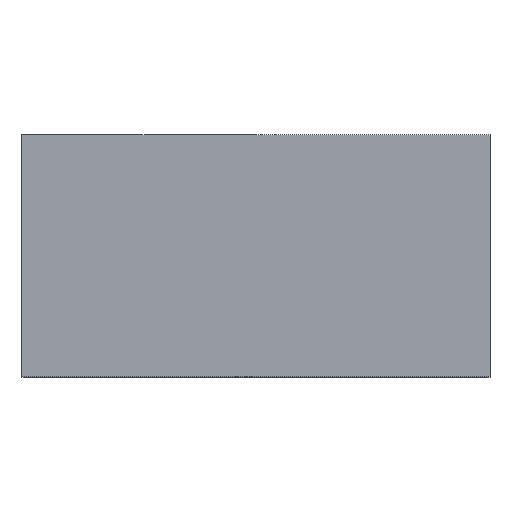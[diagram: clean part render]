
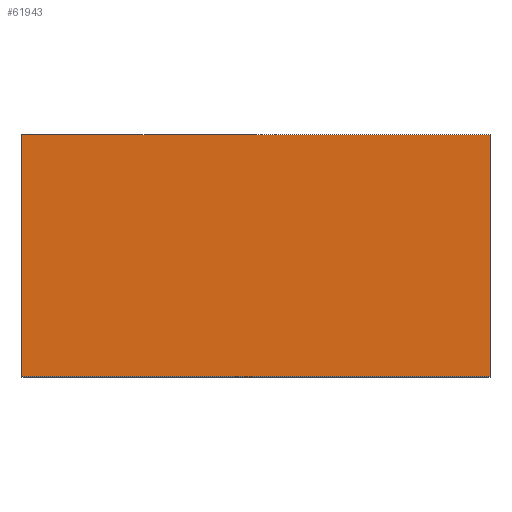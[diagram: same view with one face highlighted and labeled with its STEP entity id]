
A CAD part, top view. The second image highlights one B-rep face of the part: STEP entity #61943.
In plain terms, the highlighted planar face has unit normal (0, 0, 1).
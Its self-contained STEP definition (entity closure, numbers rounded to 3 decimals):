
#2209=ORIENTED_EDGE('',*,*,#15862,.T.);
#2210=ORIENTED_EDGE('',*,*,#15863,.F.);
#2211=ORIENTED_EDGE('',*,*,#14461,.F.);
#2212=ORIENTED_EDGE('',*,*,#15861,.T.);
#14461=EDGE_CURVE('',#21291,#21292,#25844,.T.);
#15861=EDGE_CURVE('',#21291,#22687,#27244,.T.);
#15862=EDGE_CURVE('',#22687,#22688,#27245,.T.);
#15863=EDGE_CURVE('',#21292,#22688,#27246,.T.);
#21291=VERTEX_POINT('',#79593);
#21292=VERTEX_POINT('',#79595);
#22687=VERTEX_POINT('',#82393);
#22688=VERTEX_POINT('',#82397);
#25844=LINE('',#79594,#32672);
#27244=LINE('',#82394,#34072);
#27245=LINE('',#82396,#34073);
#27246=LINE('',#82398,#34074);
#32672=VECTOR('',#67357,1000.);
#34072=VECTOR('',#68765,1000.);
#34073=VECTOR('',#68768,1000.);
#34074=VECTOR('',#68769,1000.);
#38760=EDGE_LOOP('',(#2209,#2210,#2211,#2212));
#41110=FACE_BOUND('',#38760,.T.);
#43429=PLANE('',#64263);
#61943=ADVANCED_FACE('',(#41110),#43429,.F.);
#64263=AXIS2_PLACEMENT_3D('',#82395,#68766,#68767);
#67357=DIRECTION('',(-1.,0.,0.));
#68765=DIRECTION('',(0.,1.,0.));
#68766=DIRECTION('',(0.,0.,-1.));
#68767=DIRECTION('',(-1.,0.,0.));
#68768=DIRECTION('',(-1.,0.,0.));
#68769=DIRECTION('',(0.,1.,0.));
#79593=CARTESIAN_POINT('',(5.8,-3.,10.16));
#79594=CARTESIAN_POINT('',(5.8,-3.,10.16));
#79595=CARTESIAN_POINT('',(-5.8,-3.,10.16));
#82393=CARTESIAN_POINT('',(5.8,3.,10.16));
#82394=CARTESIAN_POINT('',(5.8,-3.,10.16));
#82395=CARTESIAN_POINT('',(5.8,-3.,10.16));
#82396=CARTESIAN_POINT('',(5.8,3.,10.16));
#82397=CARTESIAN_POINT('',(-5.8,3.,10.16));
#82398=CARTESIAN_POINT('',(-5.8,-3.,10.16));
